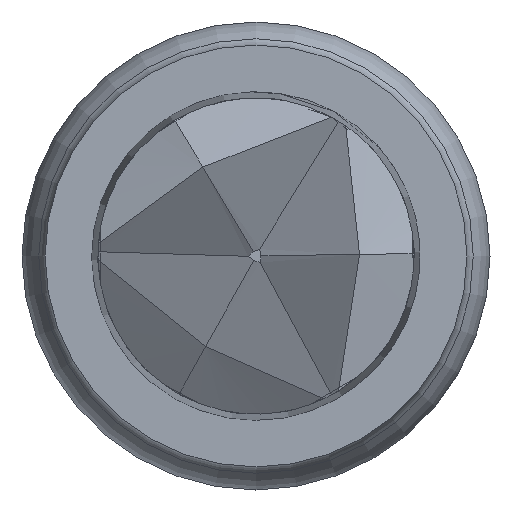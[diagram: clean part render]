
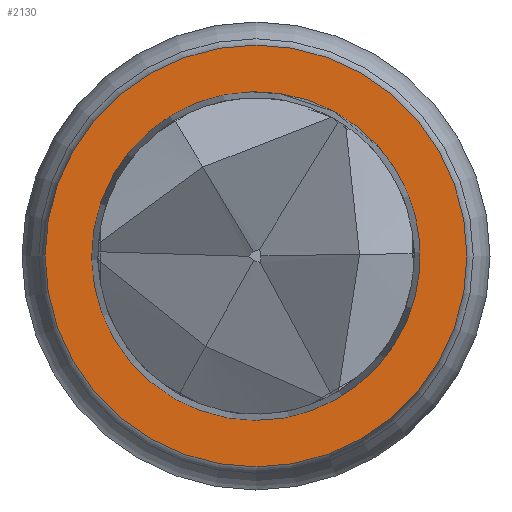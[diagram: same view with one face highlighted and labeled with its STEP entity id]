
A CAD part, left-side view. The second image highlights one B-rep face of the part: STEP entity #2130.
In plain terms, the highlighted planar face has unit normal (-1, 0, 0).
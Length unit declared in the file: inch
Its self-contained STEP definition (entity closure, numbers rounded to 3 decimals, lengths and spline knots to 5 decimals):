
#106 = AXIS2_PLACEMENT_3D ( 'NONE', #2666, #1595, #220 ) ;
#209 = DIRECTION ( 'NONE',  ( 1., 0., 0. ) ) ;
#220 = DIRECTION ( 'NONE',  ( 0., 0., -1. ) ) ;
#403 = VERTEX_POINT ( 'NONE', #847 ) ;
#444 = DIRECTION ( 'NONE',  ( 0., 0., -1. ) ) ;
#699 = AXIS2_PLACEMENT_3D ( 'NONE', #2350, #2123, #2380 ) ;
#847 = CARTESIAN_POINT ( 'NONE',  ( 0., 0., -0.01889 ) ) ;
#870 = EDGE_CURVE ( 'NONE', #1470, #1470, #2647, .T. ) ;
#966 = EDGE_LOOP ( 'NONE', ( #2300 ) ) ;
#1003 = EDGE_CURVE ( 'NONE', #403, #403, #2017, .T. ) ;
#1470 = VERTEX_POINT ( 'NONE', #2774 ) ;
#1501 = PLANE ( 'NONE',  #106 ) ;
#1555 = ORIENTED_EDGE ( 'NONE', *, *, #1003, .T. ) ;
#1556 = CARTESIAN_POINT ( 'NONE',  ( 0., 0., 0. ) ) ;
#1595 = DIRECTION ( 'NONE',  ( 1., 0., 0. ) ) ;
#2017 = CIRCLE ( 'NONE', #2161, 0.01889 ) ;
#2123 = DIRECTION ( 'NONE',  ( 1., 0., 0. ) ) ;
#2130 = ADVANCED_FACE ( 'NONE', ( #2382, #2367 ), #1501, .F. ) ;
#2161 = AXIS2_PLACEMENT_3D ( 'NONE', #1556, #209, #444 ) ;
#2192 = EDGE_LOOP ( 'NONE', ( #1555 ) ) ;
#2300 = ORIENTED_EDGE ( 'NONE', *, *, #870, .F. ) ;
#2350 = CARTESIAN_POINT ( 'NONE',  ( 0., 0., 0. ) ) ;
#2367 = FACE_OUTER_BOUND ( 'NONE', #966, .T. ) ;
#2380 = DIRECTION ( 'NONE',  ( 0., 0., -1. ) ) ;
#2382 = FACE_BOUND ( 'NONE', #2192, .T. ) ;
#2647 = CIRCLE ( 'NONE', #699, 0.02425 ) ;
#2666 = CARTESIAN_POINT ( 'NONE',  ( 0., 0.02725, 0. ) ) ;
#2774 = CARTESIAN_POINT ( 'NONE',  ( 0., 0., -0.02425 ) ) ;
